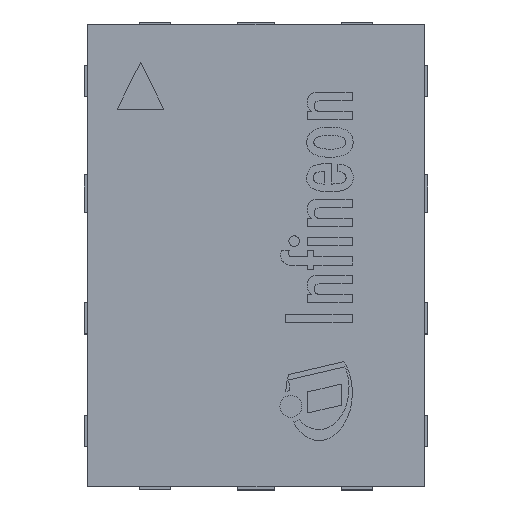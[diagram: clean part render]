
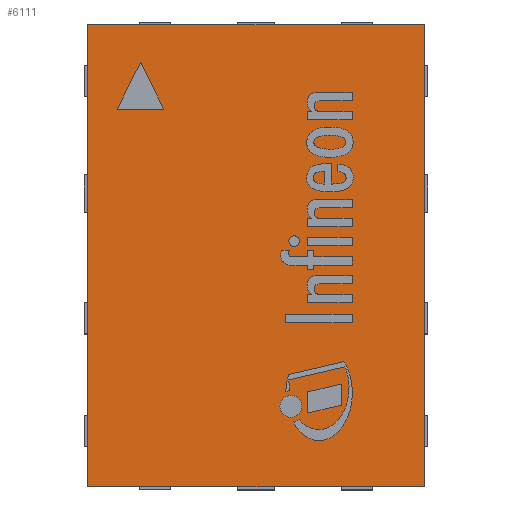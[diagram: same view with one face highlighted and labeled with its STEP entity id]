
A CAD part, top view. The second image highlights one B-rep face of the part: STEP entity #6111.
In plain terms, the highlighted planar face has unit normal (0, 0, 1).
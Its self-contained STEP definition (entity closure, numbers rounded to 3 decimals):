
#60=FACE_BOUND('',#890,.T.);
#523=FACE_OUTER_BOUND('',#889,.T.);
#889=EDGE_LOOP('',(#5340,#5341,#5342,#5343));
#890=EDGE_LOOP('',(#5344,#5345,#5346));
#1441=LINE('',#10129,#2064);
#1445=LINE('',#10137,#2068);
#1448=LINE('',#10142,#2071);
#1455=LINE('',#10158,#2078);
#1458=LINE('',#10163,#2081);
#1459=LINE('',#10166,#2082);
#1461=LINE('',#10169,#2084);
#2064=VECTOR('',#8361,1.);
#2068=VECTOR('',#8367,1.);
#2071=VECTOR('',#8372,1.);
#2078=VECTOR('',#8385,1.);
#2081=VECTOR('',#8390,1.);
#2082=VECTOR('',#8393,1.);
#2084=VECTOR('',#8397,1.);
#2908=VERTEX_POINT('',#10127);
#2909=VERTEX_POINT('',#10128);
#2912=VERTEX_POINT('',#10136);
#2918=VERTEX_POINT('',#10155);
#2919=VERTEX_POINT('',#10157);
#2920=VERTEX_POINT('',#10161);
#2921=VERTEX_POINT('',#10165);
#3721=EDGE_CURVE('',#2908,#2909,#1441,.T.);
#3725=EDGE_CURVE('',#2912,#2908,#1445,.T.);
#3728=EDGE_CURVE('',#2909,#2912,#1448,.T.);
#3735=EDGE_CURVE('',#2918,#2919,#1455,.T.);
#3738=EDGE_CURVE('',#2920,#2918,#1458,.T.);
#3739=EDGE_CURVE('',#2919,#2921,#1459,.T.);
#3741=EDGE_CURVE('',#2921,#2920,#1461,.T.);
#5340=ORIENTED_EDGE('',*,*,#3738,.F.);
#5341=ORIENTED_EDGE('',*,*,#3741,.F.);
#5342=ORIENTED_EDGE('',*,*,#3739,.F.);
#5343=ORIENTED_EDGE('',*,*,#3735,.F.);
#5344=ORIENTED_EDGE('',*,*,#3721,.T.);
#5345=ORIENTED_EDGE('',*,*,#3728,.T.);
#5346=ORIENTED_EDGE('',*,*,#3725,.T.);
#5749=PLANE('',#6744);
#6111=ADVANCED_FACE('',(#523,#60),#5749,.T.);
#6744=AXIS2_PLACEMENT_3D('',#10170,#8398,#8399);
#8361=DIRECTION('',(0.447,0.894,0.));
#8367=DIRECTION('',(-1.,0.,0.));
#8372=DIRECTION('',(0.447,-0.894,0.));
#8385=DIRECTION('',(1.,0.,0.));
#8390=DIRECTION('',(0.,1.,0.));
#8393=DIRECTION('',(0.,-1.,0.));
#8397=DIRECTION('',(-1.,0.,0.));
#8398=DIRECTION('center_axis',(0.,0.,
1.));
#8399=DIRECTION('ref_axis',(-1.,0.,0.));
#10127=CARTESIAN_POINT('',(-0.445,0.47,0.4));
#10128=CARTESIAN_POINT('',(-0.37,0.62,0.4));
#10129=CARTESIAN_POINT('',(-0.495,0.371,0.4));
#10136=CARTESIAN_POINT('',(-0.295,0.47,0.4));
#10137=CARTESIAN_POINT('',(-0.148,0.47,0.4));
#10142=CARTESIAN_POINT('',(-0.209,0.298,0.4));
#10155=CARTESIAN_POINT('',(-0.54,0.74,0.4));
#10157=CARTESIAN_POINT('',(0.54,0.74,0.4));
#10158=CARTESIAN_POINT('',(-0.54,0.74,0.4));
#10161=CARTESIAN_POINT('',(-0.54,-0.74,0.4));
#10163=CARTESIAN_POINT('',(-0.54,-0.74,0.4));
#10165=CARTESIAN_POINT('',(0.54,-0.74,0.4));
#10166=CARTESIAN_POINT('',(0.54,0.74,0.4));
#10169=CARTESIAN_POINT('',(0.54,-0.74,0.4));
#10170=CARTESIAN_POINT('Origin',(0.,0.,
0.4));
